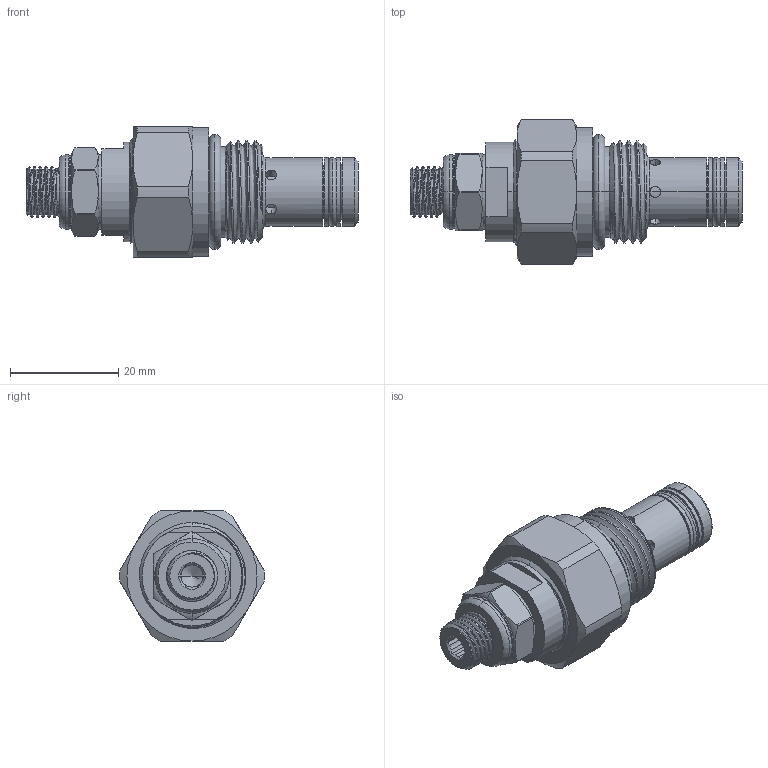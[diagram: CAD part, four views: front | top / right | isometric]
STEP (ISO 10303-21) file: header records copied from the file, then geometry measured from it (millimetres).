
FILE_DESCRIPTION (( 'STEP AP203' ), '1' );
FILE_NAME ('FR08W20-L.STEP', '2016-05-24T01:32:24', ( '' ), ( '' ), 'SwSTEP 2.0', 'SolidWorks 2012', '' );
FILE_SCHEMA (( 'CONFIG_CONTROL_DESIGN' ));
Length unit declared in the file: millimetre
Products named in the file (1): FR08W20-L
Bounding box: 61.26 x 26.69 x 24 mm (x, y, z)
Volume: 14484.6 mm3; surface area: 5614.9 mm2
Topology: 3 solids, 3 shells, 208 faces, 495 edges, 307 vertices
Faces by surface type: cylinder 86, plane 52, cone 34, torus 29, bspline 7
Entity records: 11735 total; most frequent: CARTESIAN_POINT 7023, ORIENTED_EDGE 986, DIRECTION 965, EDGE_CURVE 493, AXIS2_PLACEMENT_3D 406, VERTEX_POINT 307, EDGE_LOOP 228, FACE_OUTER_BOUND 208
